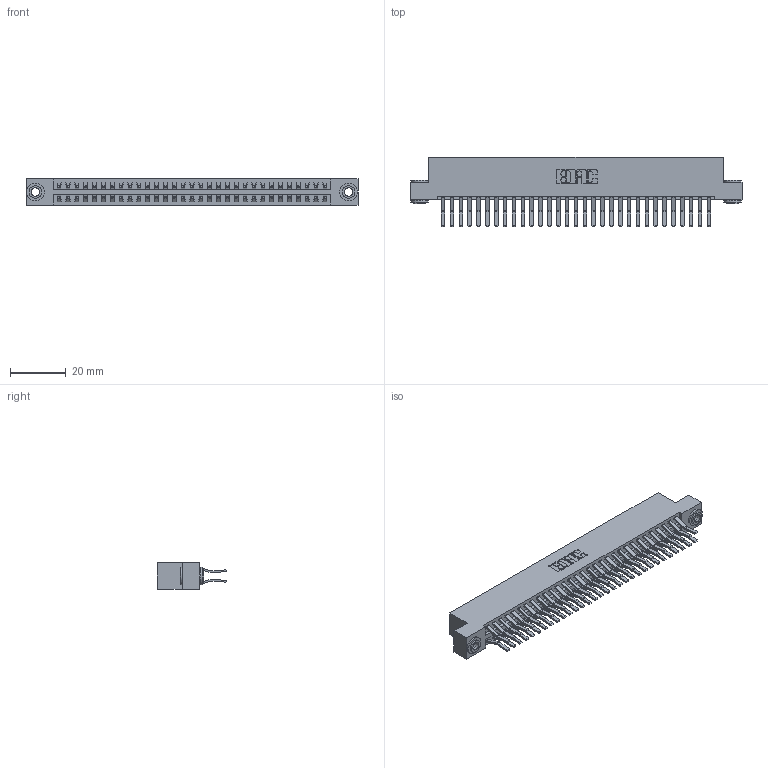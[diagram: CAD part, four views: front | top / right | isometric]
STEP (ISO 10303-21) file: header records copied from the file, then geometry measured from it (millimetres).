
FILE_DESCRIPTION (( 'STEP AP203' ), '1' );
FILE_NAME ('396-062-560-203.STEP', '2018-09-08T16:10:59', ( '' ), ( '' ), 'SwSTEP 2.0', 'SolidWorks 2016', '' );
FILE_SCHEMA (( 'CONFIG_CONTROL_DESIGN' ));
Length unit declared in the file: inch
Products named in the file (4): 346 Part_Flush Mounting Lugs - 0.156 Dia-TH; 345-292-001_560 Tail; 345-250-002_345-250-002-102; 396-062-560-203
Assembly tree (65 placements, depth 2):
  396-062-560-203
    346 Part_Flush Mounting Lugs - 0.156 Dia-TH
    345-292-001_560 Tail  x62
    345-250-002_345-250-002-102  x2
Bounding box: 119 x 24.78 x 9.4 mm (x, y, z)
Volume: 11944.2 mm3; surface area: 17543.6 mm2
Topology: 65 solids, 65 shells, 3508 faces, 10387 edges, 6838 vertices
Faces by surface type: plane 2256, cylinder 1244, cone 8
Entity records: 22450 total; most frequent: CARTESIAN_POINT 3691, ORIENTED_EDGE 3618, DIRECTION 3339, EDGE_CURVE 1809, LINE 1525, VECTOR 1525, VERTEX_POINT 1202, AXIS2_PLACEMENT_3D 907
